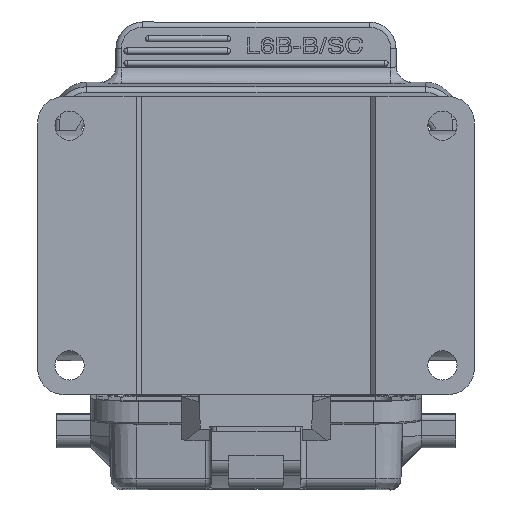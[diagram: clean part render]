
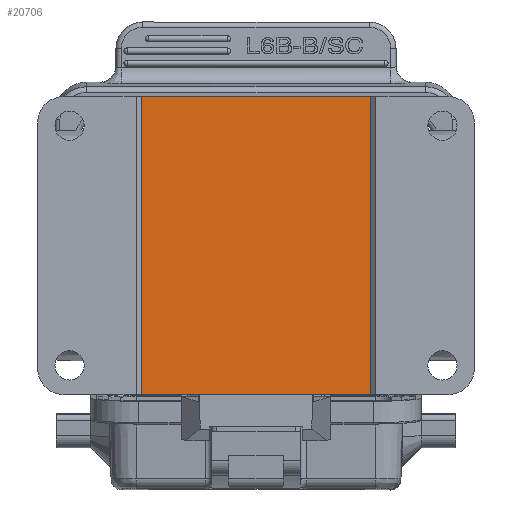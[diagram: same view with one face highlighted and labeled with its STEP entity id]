
A CAD part, front view. The second image highlights one B-rep face of the part: STEP entity #20706.
In plain terms, the highlighted planar face has unit normal (0, -1, 0).
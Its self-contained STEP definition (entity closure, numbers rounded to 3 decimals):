
#1004=DIRECTION('',(1.,0.,0.));
#1005=VECTOR('',#1004,43.);
#1006=CARTESIAN_POINT('',(20.5,1.,
-69.972));
#1007=LINE('',#1006,#1005);
#1385=DIRECTION('',(-1.,0.,0.));
#1386=VECTOR('',#1385,43.);
#1387=CARTESIAN_POINT('',(63.5,1.,
-13.972));
#1388=LINE('',#1387,#1386);
#1435=DIRECTION('',(0.,0.,1.));
#1436=VECTOR('',#1435,56.);
#1437=CARTESIAN_POINT('',(63.5,1.,
-69.972));
#1438=LINE('',#1437,#1436);
#1439=DIRECTION('',(0.,0.,1.));
#1440=VECTOR('',#1439,56.);
#1441=CARTESIAN_POINT('',(20.5,1.,
-69.972));
#1442=LINE('',#1441,#1440);
#16742=CARTESIAN_POINT('',(20.5,1.,
-69.972));
#16743=VERTEX_POINT('',#16742);
#16744=CARTESIAN_POINT('',(63.5,1.,
-69.972));
#16745=VERTEX_POINT('',#16744);
#16832=CARTESIAN_POINT('',(63.5,1.,
-13.972));
#16833=VERTEX_POINT('',#16832);
#16834=CARTESIAN_POINT('',(20.5,1.,
-13.972));
#16835=VERTEX_POINT('',#16834);
#20694=CARTESIAN_POINT('',(42.,1.,-41.972));
#20695=DIRECTION('',(0.,1.,0.));
#20696=DIRECTION('',(0.,0.,1.));
#20697=AXIS2_PLACEMENT_3D('',#20694,#20695,#20696);
#20698=PLANE('',#20697);
#20699=ORIENTED_EDGE('',*,*,#20014,.F.);
#20701=ORIENTED_EDGE('',*,*,#20700,.T.);
#20702=ORIENTED_EDGE('',*,*,#20630,.F.);
#20703=ORIENTED_EDGE('',*,*,#20686,.F.);
#20704=EDGE_LOOP('',(#20699,#20701,#20702,#20703));
#20705=FACE_OUTER_BOUND('',#20704,.F.);
#20014=EDGE_CURVE('',#16743,#16745,#1007,.T.);
#20630=EDGE_CURVE('',#16833,#16835,#1388,.T.);
#20686=EDGE_CURVE('',#16745,#16833,#1438,.T.);
#20700=EDGE_CURVE('',#16743,#16835,#1442,.T.);
#20706=ADVANCED_FACE('',(#20705),#20698,.F.);
